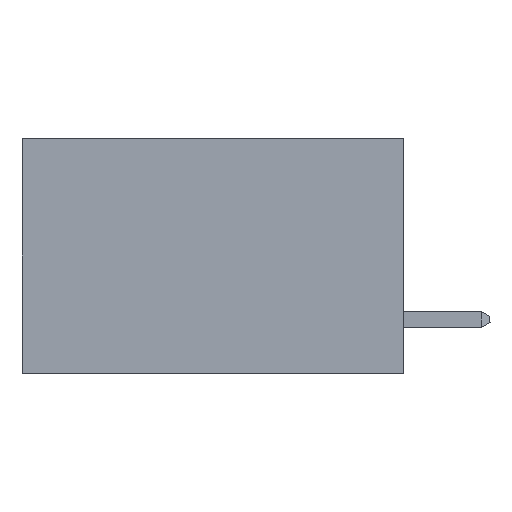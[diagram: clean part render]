
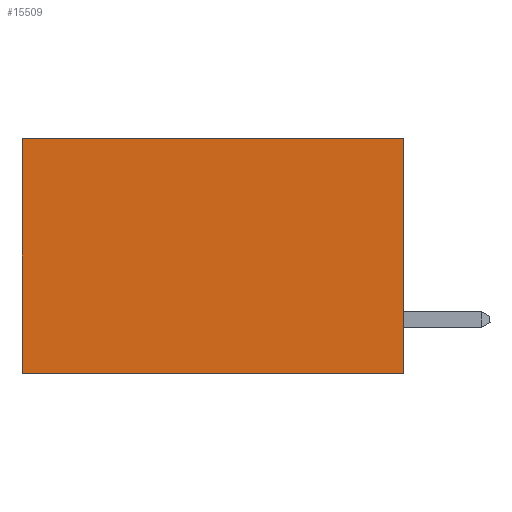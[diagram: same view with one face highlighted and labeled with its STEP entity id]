
A CAD part, left-side view. The second image highlights one B-rep face of the part: STEP entity #15509.
In plain terms, the highlighted planar face has unit normal (-1, 0, 0).
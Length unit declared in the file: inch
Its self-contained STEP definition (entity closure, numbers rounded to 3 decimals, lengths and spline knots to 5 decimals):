
#1365 = VECTOR ( 'NONE', #3346, 39.37008 ) ;
#1720 = ORIENTED_EDGE ( 'NONE', *, *, #13067, .T. ) ;
#1737 = VERTEX_POINT ( 'NONE', #13368 ) ;
#2446 = CARTESIAN_POINT ( 'NONE',  ( 0.2875, 0.6, 0. ) ) ;
#3346 = DIRECTION ( 'NONE',  ( 0., 1., 0. ) ) ;
#3579 = LINE ( 'NONE', #2446, #11770 ) ;
#3675 = ORIENTED_EDGE ( 'NONE', *, *, #3886, .F. ) ;
#3808 = DIRECTION ( 'NONE',  ( 0., 1., 0. ) ) ;
#3886 = EDGE_CURVE ( 'NONE', #15956, #9750, #4124, .T. ) ;
#4124 = LINE ( 'NONE', #15867, #13872 ) ;
#5424 = CARTESIAN_POINT ( 'NONE',  ( 0.2875, 0., 0. ) ) ;
#5981 = DIRECTION ( 'NONE',  ( 0., 0., -1. ) ) ;
#6323 = CARTESIAN_POINT ( 'NONE',  ( 0.2875, 0., -0.37 ) ) ;
#6714 = DIRECTION ( 'NONE',  ( 0., 0., -1. ) ) ;
#8485 = CARTESIAN_POINT ( 'NONE',  ( 0.2875, 0.6, -0.37 ) ) ;
#8547 = AXIS2_PLACEMENT_3D ( 'NONE', #5424, #11735, #6714 ) ;
#8576 = LINE ( 'NONE', #12345, #1365 ) ;
#8760 = EDGE_LOOP ( 'NONE', ( #1720, #10065, #3675, #13429 ) ) ;
#9057 = EDGE_CURVE ( 'NONE', #9750, #15833, #13998, .T. ) ;
#9206 = PLANE ( 'NONE',  #8547 ) ;
#9750 = VERTEX_POINT ( 'NONE', #16115 ) ;
#10065 = ORIENTED_EDGE ( 'NONE', *, *, #9057, .F. ) ;
#10635 = VECTOR ( 'NONE', #3808, 39.37008 ) ;
#11735 = DIRECTION ( 'NONE',  ( 1., 0., 0. ) ) ;
#11770 = VECTOR ( 'NONE', #15164, 39.37008 ) ;
#12345 = CARTESIAN_POINT ( 'NONE',  ( 0.2875, 0., 0. ) ) ;
#12879 = FACE_OUTER_BOUND ( 'NONE', #8760, .T. ) ;
#13067 = EDGE_CURVE ( 'NONE', #1737, #15833, #3579, .T. ) ;
#13368 = CARTESIAN_POINT ( 'NONE',  ( 0.2875, 0.6, 0. ) ) ;
#13429 = ORIENTED_EDGE ( 'NONE', *, *, #14315, .T. ) ;
#13872 = VECTOR ( 'NONE', #5981, 39.37008 ) ;
#13998 = LINE ( 'NONE', #6323, #10635 ) ;
#14315 = EDGE_CURVE ( 'NONE', #15956, #1737, #8576, .T. ) ;
#15164 = DIRECTION ( 'NONE',  ( 0., 0., -1. ) ) ;
#15509 = ADVANCED_FACE ( 'NONE', ( #12879 ), #9206, .F. ) ;
#15833 = VERTEX_POINT ( 'NONE', #8485 ) ;
#15867 = CARTESIAN_POINT ( 'NONE',  ( 0.2875, 0., 0. ) ) ;
#15956 = VERTEX_POINT ( 'NONE', #16381 ) ;
#16115 = CARTESIAN_POINT ( 'NONE',  ( 0.2875, 0., -0.37 ) ) ;
#16381 = CARTESIAN_POINT ( 'NONE',  ( 0.2875, 0., 0. ) ) ;
